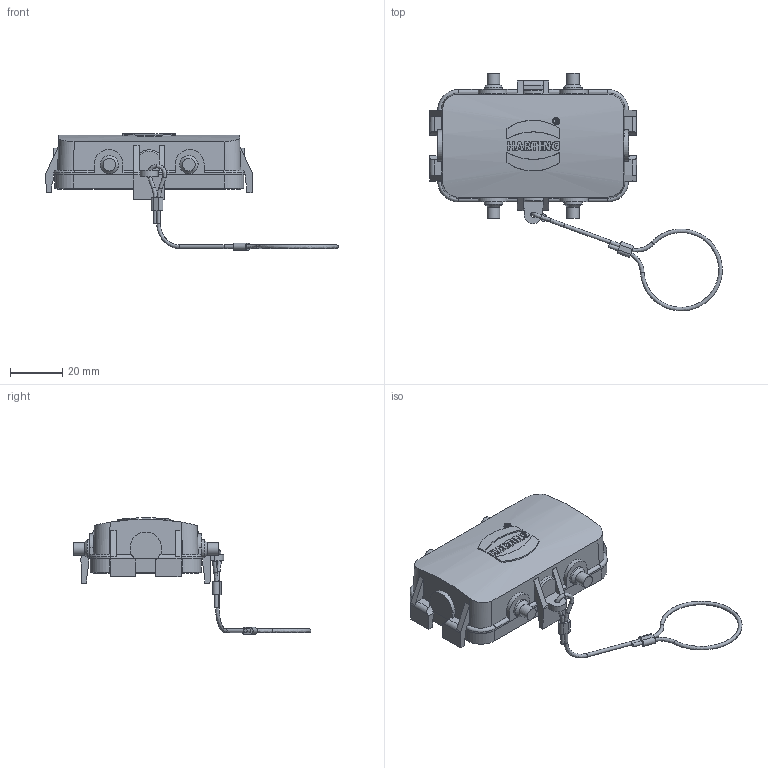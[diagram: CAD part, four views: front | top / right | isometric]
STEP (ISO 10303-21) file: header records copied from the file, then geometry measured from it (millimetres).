
FILE_DESCRIPTION(/* description */ (''),/* implementation_level */ '2;1');
FILE_NAME(/* name */ '100539846ugm000_d.stp',/* time_stamp */ '2019-09-06T10:31:24+02:00',/* author */ (''),/* organization */ (''),/* preprocessor_version */ 'ST-DEVELOPER v16.7',/* originating_system */ 'SIEMENS PLM Software NX 12.0',/* authorisation */ '');
FILE_SCHEMA (('AUTOMOTIVE_DESIGN { 1 0 10303 214 3 1 1 1 }'));
Length unit declared in the file: millimetre
Products named in the file (1): 100539846ugm000_d
Bounding box: 111.84 x 90.87 x 44.55 mm (x, y, z)
Volume: 20353.3 mm3; surface area: 16629 mm2
Topology: 1 solids, 1 shells, 321 faces, 863 edges, 571 vertices
Faces by surface type: plane 153, cylinder 82, bspline 70, cone 8, torus 8
Full cylindrical faces by diameter (mm): 2 x1, 4.8 x4, 7 x4
Entity records: 13650 total; most frequent: CARTESIAN_POINT 5106, ORIENTED_EDGE 1640, DIRECTION 1256, EDGE_CURVE 820, VERTEX_POINT 557, LINE 440, VECTOR 440, AXIS2_PLACEMENT_3D 408
